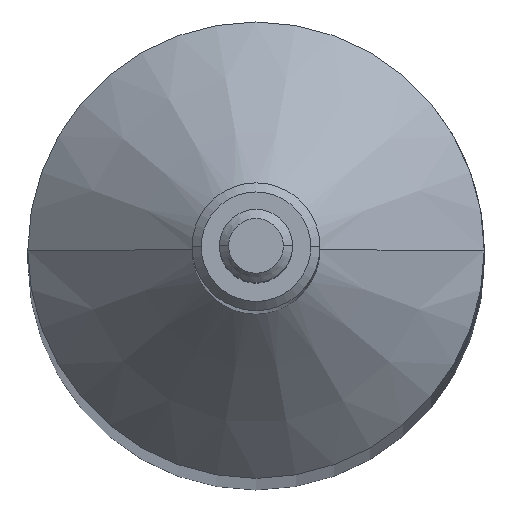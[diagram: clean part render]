
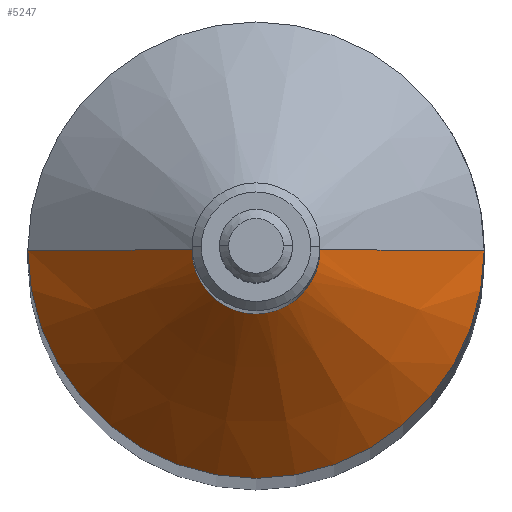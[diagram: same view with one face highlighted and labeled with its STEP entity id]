
A CAD part, top view. The second image highlights one B-rep face of the part: STEP entity #5247.
In plain terms, the highlighted conical face has half-angle 45 degrees and reference radius 2.5 mm.
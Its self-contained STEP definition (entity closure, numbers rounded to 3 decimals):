
#55 = ORIENTED_EDGE ( 'NONE', *, *, #6527, .F. ) ;
#900 = DIRECTION ( 'NONE',  ( 0.707, 0., -0.707 ) ) ;
#967 = CARTESIAN_POINT ( 'NONE',  ( 2.5, 0., -26.8 ) ) ;
#2716 = CONICAL_SURFACE ( 'NONE', #7250, 2.5, 0.785 ) ;
#3092 = VERTEX_POINT ( 'NONE', #11094 ) ;
#3097 = ORIENTED_EDGE ( 'NONE', *, *, #4741, .F. ) ;
#3112 = DIRECTION ( 'NONE',  ( 0., 0., -1. ) ) ;
#3801 = CARTESIAN_POINT ( 'NONE',  ( 2.5, 0., -26.8 ) ) ;
#3927 = LINE ( 'NONE', #12181, #4742 ) ;
#4060 = EDGE_CURVE ( 'NONE', #3092, #7211, #3927, .T. ) ;
#4495 = DIRECTION ( 'NONE',  ( 0., 0., 1. ) ) ;
#4741 = EDGE_CURVE ( 'NONE', #3092, #8207, #8903, .T. ) ;
#4742 = VECTOR ( 'NONE', #7102, 1000. ) ;
#5221 = VECTOR ( 'NONE', #900, 1000. ) ;
#5247 = ADVANCED_FACE ( 'NONE', ( #9265 ), #2716, .T. ) ;
#5331 = ORIENTED_EDGE ( 'NONE', *, *, #7283, .T. ) ;
#5696 = CARTESIAN_POINT ( 'NONE',  ( 0.7, 0., -25. ) ) ;
#6440 = DIRECTION ( 'NONE',  ( 1., 0., 0. ) ) ;
#6527 = EDGE_CURVE ( 'NONE', #8207, #12020, #12110, .T. ) ;
#6767 = AXIS2_PLACEMENT_3D ( 'NONE', #9577, #4495, #8629 ) ;
#7090 = CARTESIAN_POINT ( 'NONE',  ( 0., 0., -26.8 ) ) ;
#7102 = DIRECTION ( 'NONE',  ( -0.707, 0., -0.707 ) ) ;
#7211 = VERTEX_POINT ( 'NONE', #12275 ) ;
#7250 = AXIS2_PLACEMENT_3D ( 'NONE', #7090, #3112, #11153 ) ;
#7283 = EDGE_CURVE ( 'NONE', #7211, #12020, #9360, .T. ) ;
#7391 = DIRECTION ( 'NONE',  ( 0., 0., 1. ) ) ;
#8207 = VERTEX_POINT ( 'NONE', #5696 ) ;
#8629 = DIRECTION ( 'NONE',  ( 1., 0., 0. ) ) ;
#8903 = CIRCLE ( 'NONE', #9121, 0.7 ) ;
#9121 = AXIS2_PLACEMENT_3D ( 'NONE', #9632, #7391, #6440 ) ;
#9265 = FACE_OUTER_BOUND ( 'NONE', #9819, .T. ) ;
#9360 = CIRCLE ( 'NONE', #6767, 2.5 ) ;
#9411 = ORIENTED_EDGE ( 'NONE', *, *, #4060, .T. ) ;
#9577 = CARTESIAN_POINT ( 'NONE',  ( 0., 0., -26.8 ) ) ;
#9632 = CARTESIAN_POINT ( 'NONE',  ( 0., 0., -25. ) ) ;
#9819 = EDGE_LOOP ( 'NONE', ( #55, #3097, #9411, #5331 ) ) ;
#11094 = CARTESIAN_POINT ( 'NONE',  ( -0.7, 0., -25. ) ) ;
#11153 = DIRECTION ( 'NONE',  ( -1., 0., 0. ) ) ;
#12020 = VERTEX_POINT ( 'NONE', #3801 ) ;
#12110 = LINE ( 'NONE', #967, #5221 ) ;
#12181 = CARTESIAN_POINT ( 'NONE',  ( -2.5, 0., -26.8 ) ) ;
#12275 = CARTESIAN_POINT ( 'NONE',  ( -2.5, 0., -26.8 ) ) ;
